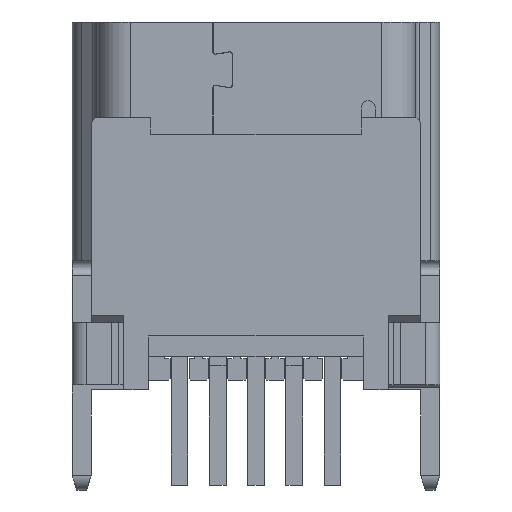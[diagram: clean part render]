
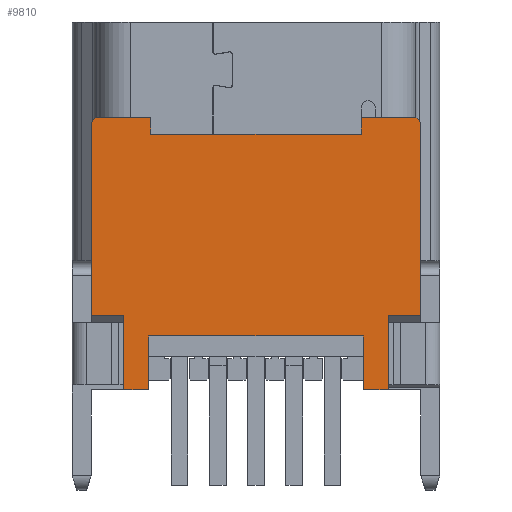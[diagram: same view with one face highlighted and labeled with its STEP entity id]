
A CAD part, front view. The second image highlights one B-rep face of the part: STEP entity #9810.
In plain terms, the highlighted planar face has unit normal (0, -1, 0).
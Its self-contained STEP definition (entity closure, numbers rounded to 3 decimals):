
#54 = CARTESIAN_POINT ( 'NONE',  ( 2.25, -2.3, -6.575 ) ) ;
#113 = VERTEX_POINT ( 'NONE', #3305 ) ;
#121 = VERTEX_POINT ( 'NONE', #14507 ) ;
#355 = VECTOR ( 'NONE', #2812, 1000. ) ;
#400 = DIRECTION ( 'NONE',  ( 0., 0., -1. ) ) ;
#536 = ORIENTED_EDGE ( 'NONE', *, *, #12344, .T. ) ;
#582 = LINE ( 'NONE', #14310, #2325 ) ;
#976 = EDGE_CURVE ( 'NONE', #8130, #7255, #582, .T. ) ;
#1071 = VECTOR ( 'NONE', #12947, 1000. ) ;
#1330 = VECTOR ( 'NONE', #6149, 1000. ) ;
#1402 = VECTOR ( 'NONE', #14846, 1000. ) ;
#1423 = EDGE_CURVE ( 'NONE', #7278, #9320, #3282, .T. ) ;
#1466 = DIRECTION ( 'NONE',  ( -1., 0., 0. ) ) ;
#1603 = EDGE_CURVE ( 'NONE', #12842, #8130, #11379, .T. ) ;
#1611 = VECTOR ( 'NONE', #1466, 1000. ) ;
#1760 = ORIENTED_EDGE ( 'NONE', *, *, #9702, .T. ) ;
#1767 = EDGE_CURVE ( 'NONE', #4117, #15961, #15017, .T. ) ;
#1874 = VECTOR ( 'NONE', #4959, 1000. ) ;
#2103 = DIRECTION ( 'NONE',  ( 1., 0., 0. ) ) ;
#2123 = CARTESIAN_POINT ( 'NONE',  ( -2.77, -2.3, -7.7 ) ) ;
#2256 = VECTOR ( 'NONE', #400, 1000. ) ;
#2325 = VECTOR ( 'NONE', #15595, 1000. ) ;
#2335 = CARTESIAN_POINT ( 'NONE',  ( -3.35, -2.3, -2. ) ) ;
#2364 = DIRECTION ( 'NONE',  ( 0., 0., 1. ) ) ;
#2387 = CARTESIAN_POINT ( 'NONE',  ( 2.2, -2.3, -2.35 ) ) ;
#2433 = CARTESIAN_POINT ( 'NONE',  ( 2.77, -2.3, -7.7 ) ) ;
#2583 = DIRECTION ( 'NONE',  ( 0., 0., -1. ) ) ;
#2689 = CARTESIAN_POINT ( 'NONE',  ( 2.25, -2.3, -6.575 ) ) ;
#2710 = VECTOR ( 'NONE', #13239, 1000. ) ;
#2734 = CARTESIAN_POINT ( 'NONE',  ( -3.45, -2.3, -2.1 ) ) ;
#2747 = DIRECTION ( 'NONE',  ( 0., 0., -1. ) ) ;
#2812 = DIRECTION ( 'NONE',  ( 1., 0., 0. ) ) ;
#2839 = ORIENTED_EDGE ( 'NONE', *, *, #976, .F. ) ;
#3053 = LINE ( 'NONE', #12319, #1874 ) ;
#3156 = LINE ( 'NONE', #9783, #10116 ) ;
#3211 = VECTOR ( 'NONE', #2103, 1000. ) ;
#3282 = LINE ( 'NONE', #3358, #2710 ) ;
#3305 = CARTESIAN_POINT ( 'NONE',  ( 2.25, -2.3, -7.7 ) ) ;
#3358 = CARTESIAN_POINT ( 'NONE',  ( 3.35, -2.3, -2. ) ) ;
#3578 = LINE ( 'NONE', #12357, #14188 ) ;
#3687 = LINE ( 'NONE', #5763, #10076 ) ;
#3866 = CARTESIAN_POINT ( 'NONE',  ( -2.2, -2.3, -2. ) ) ;
#3984 = PLANE ( 'NONE',  #11059 ) ;
#4117 = VERTEX_POINT ( 'NONE', #12713 ) ;
#4371 = LINE ( 'NONE', #11559, #1071 ) ;
#4385 = EDGE_LOOP ( 'NONE', ( #12708, #9496, #13173, #1760, #10796, #13353, #6126, #15391, #536, #7241, #7541, #8432, #4502, #11355, #13471, #11874, #8513, #2839 ) ) ;
#4502 = ORIENTED_EDGE ( 'NONE', *, *, #11614, .T. ) ;
#4537 = EDGE_CURVE ( 'NONE', #113, #9069, #3156, .T. ) ;
#4889 = LINE ( 'NONE', #3866, #1611 ) ;
#4959 = DIRECTION ( 'NONE',  ( -1., 0., 0. ) ) ;
#5128 = EDGE_CURVE ( 'NONE', #15037, #11766, #11798, .T. ) ;
#5221 = CARTESIAN_POINT ( 'NONE',  ( -3.45, -2.3, -6.15 ) ) ;
#5615 = EDGE_CURVE ( 'NONE', #9069, #7255, #13142, .T. ) ;
#5682 = VECTOR ( 'NONE', #12614, 1000. ) ;
#5763 = CARTESIAN_POINT ( 'NONE',  ( -3.45, -2.3, -2.1 ) ) ;
#5997 = CARTESIAN_POINT ( 'NONE',  ( -2.25, -2.3, -7.7 ) ) ;
#6082 = DIRECTION ( 'NONE',  ( 1., 0., 0. ) ) ;
#6126 = ORIENTED_EDGE ( 'NONE', *, *, #10369, .T. ) ;
#6149 = DIRECTION ( 'NONE',  ( 0., 0., -1. ) ) ;
#6162 = EDGE_CURVE ( 'NONE', #6559, #113, #10782, .T. ) ;
#6559 = VERTEX_POINT ( 'NONE', #54 ) ;
#7060 = EDGE_CURVE ( 'NONE', #7278, #12842, #8378, .T. ) ;
#7241 = ORIENTED_EDGE ( 'NONE', *, *, #13056, .F. ) ;
#7255 = VERTEX_POINT ( 'NONE', #7810 ) ;
#7278 = VERTEX_POINT ( 'NONE', #11615 ) ;
#7541 = ORIENTED_EDGE ( 'NONE', *, *, #14233, .T. ) ;
#7810 = CARTESIAN_POINT ( 'NONE',  ( 2.77, -2.3, -6.15 ) ) ;
#8130 = VERTEX_POINT ( 'NONE', #15182 ) ;
#8378 = LINE ( 'NONE', #9890, #14114 ) ;
#8432 = ORIENTED_EDGE ( 'NONE', *, *, #5128, .T. ) ;
#8513 = ORIENTED_EDGE ( 'NONE', *, *, #5615, .T. ) ;
#8573 = CARTESIAN_POINT ( 'NONE',  ( 2.77, -2.3, -7.7 ) ) ;
#8702 = VERTEX_POINT ( 'NONE', #2734 ) ;
#9069 = VERTEX_POINT ( 'NONE', #2433 ) ;
#9320 = VERTEX_POINT ( 'NONE', #12900 ) ;
#9496 = ORIENTED_EDGE ( 'NONE', *, *, #7060, .F. ) ;
#9518 = EDGE_CURVE ( 'NONE', #14763, #6559, #15533, .T. ) ;
#9520 = CARTESIAN_POINT ( 'NONE',  ( -2.25, -2.3, -6.575 ) ) ;
#9702 = EDGE_CURVE ( 'NONE', #9320, #15961, #3578, .T. ) ;
#9743 = EDGE_CURVE ( 'NONE', #15173, #8702, #14950, .T. ) ;
#9783 = CARTESIAN_POINT ( 'NONE',  ( 2.25, -2.3, -7.7 ) ) ;
#9810 = ADVANCED_FACE ( 'NONE', ( #13811 ), #3984, .T. ) ;
#9823 = CARTESIAN_POINT ( 'NONE',  ( -2.77, -2.3, -7.7 ) ) ;
#9890 = CARTESIAN_POINT ( 'NONE',  ( 3.35, -2.3, -2. ) ) ;
#9945 = CARTESIAN_POINT ( 'NONE',  ( 3.45, -2.3, -2.1 ) ) ;
#10059 = VECTOR ( 'NONE', #2364, 1000. ) ;
#10076 = VECTOR ( 'NONE', #11569, 1000. ) ;
#10116 = VECTOR ( 'NONE', #6082, 1000. ) ;
#10137 = CARTESIAN_POINT ( 'NONE',  ( -2.25, -2.3, -6.575 ) ) ;
#10149 = CARTESIAN_POINT ( 'NONE',  ( 3.45, -2.3, -2. ) ) ;
#10228 = CARTESIAN_POINT ( 'NONE',  ( -2.2, -2.3, -2.35 ) ) ;
#10265 = DIRECTION ( 'NONE',  ( 0., -1., 0. ) ) ;
#10369 = EDGE_CURVE ( 'NONE', #13672, #15173, #4889, .T. ) ;
#10760 = VERTEX_POINT ( 'NONE', #5221 ) ;
#10782 = LINE ( 'NONE', #2689, #2256 ) ;
#10796 = ORIENTED_EDGE ( 'NONE', *, *, #1767, .F. ) ;
#11059 = AXIS2_PLACEMENT_3D ( 'NONE', #10149, #10265, #2747 ) ;
#11281 = VECTOR ( 'NONE', #12064, 1000. ) ;
#11355 = ORIENTED_EDGE ( 'NONE', *, *, #9518, .T. ) ;
#11379 = LINE ( 'NONE', #9945, #1330 ) ;
#11483 = LINE ( 'NONE', #14721, #11281 ) ;
#11559 = CARTESIAN_POINT ( 'NONE',  ( -2.77, -2.3, -6.15 ) ) ;
#11569 = DIRECTION ( 'NONE',  ( 0., 0., -1. ) ) ;
#11614 = EDGE_CURVE ( 'NONE', #11766, #14763, #12608, .T. ) ;
#11615 = CARTESIAN_POINT ( 'NONE',  ( 3.35, -2.3, -2. ) ) ;
#11766 = VERTEX_POINT ( 'NONE', #12488 ) ;
#11798 = LINE ( 'NONE', #9823, #15810 ) ;
#11874 = ORIENTED_EDGE ( 'NONE', *, *, #4537, .T. ) ;
#12064 = DIRECTION ( 'NONE',  ( 0., 0., -1. ) ) ;
#12319 = CARTESIAN_POINT ( 'NONE',  ( -2.77, -2.3, -6.15 ) ) ;
#12344 = EDGE_CURVE ( 'NONE', #8702, #10760, #3687, .T. ) ;
#12357 = CARTESIAN_POINT ( 'NONE',  ( 2.2, -2.3, -2. ) ) ;
#12488 = CARTESIAN_POINT ( 'NONE',  ( -2.25, -2.3, -7.7 ) ) ;
#12564 = CARTESIAN_POINT ( 'NONE',  ( -3.35, -2.3, -2. ) ) ;
#12608 = LINE ( 'NONE', #5997, #1402 ) ;
#12614 = DIRECTION ( 'NONE',  ( -0.707, 0., -0.707 ) ) ;
#12708 = ORIENTED_EDGE ( 'NONE', *, *, #1603, .F. ) ;
#12713 = CARTESIAN_POINT ( 'NONE',  ( -2.2, -2.3, -2.35 ) ) ;
#12842 = VERTEX_POINT ( 'NONE', #14000 ) ;
#12900 = CARTESIAN_POINT ( 'NONE',  ( 2.2, -2.3, -2. ) ) ;
#12947 = DIRECTION ( 'NONE',  ( 0., 0., -1. ) ) ;
#13056 = EDGE_CURVE ( 'NONE', #121, #10760, #3053, .T. ) ;
#13142 = LINE ( 'NONE', #8573, #10059 ) ;
#13173 = ORIENTED_EDGE ( 'NONE', *, *, #1423, .T. ) ;
#13239 = DIRECTION ( 'NONE',  ( -1., 0., 0. ) ) ;
#13353 = ORIENTED_EDGE ( 'NONE', *, *, #15163, .F. ) ;
#13471 = ORIENTED_EDGE ( 'NONE', *, *, #6162, .T. ) ;
#13672 = VERTEX_POINT ( 'NONE', #15094 ) ;
#13811 = FACE_OUTER_BOUND ( 'NONE', #4385, .T. ) ;
#14000 = CARTESIAN_POINT ( 'NONE',  ( 3.45, -2.3, -2.1 ) ) ;
#14114 = VECTOR ( 'NONE', #14610, 1000. ) ;
#14188 = VECTOR ( 'NONE', #2583, 1000. ) ;
#14233 = EDGE_CURVE ( 'NONE', #121, #15037, #4371, .T. ) ;
#14310 = CARTESIAN_POINT ( 'NONE',  ( 3.45, -2.3, -6.15 ) ) ;
#14507 = CARTESIAN_POINT ( 'NONE',  ( -2.77, -2.3, -6.15 ) ) ;
#14610 = DIRECTION ( 'NONE',  ( 0.707, 0., -0.707 ) ) ;
#14721 = CARTESIAN_POINT ( 'NONE',  ( -2.2, -2.3, -2. ) ) ;
#14763 = VERTEX_POINT ( 'NONE', #10137 ) ;
#14802 = DIRECTION ( 'NONE',  ( 1., 0., 0. ) ) ;
#14846 = DIRECTION ( 'NONE',  ( 0., 0., 1. ) ) ;
#14950 = LINE ( 'NONE', #12564, #5682 ) ;
#15017 = LINE ( 'NONE', #10228, #355 ) ;
#15037 = VERTEX_POINT ( 'NONE', #2123 ) ;
#15094 = CARTESIAN_POINT ( 'NONE',  ( -2.2, -2.3, -2. ) ) ;
#15163 = EDGE_CURVE ( 'NONE', #13672, #4117, #11483, .T. ) ;
#15173 = VERTEX_POINT ( 'NONE', #2335 ) ;
#15182 = CARTESIAN_POINT ( 'NONE',  ( 3.45, -2.3, -6.15 ) ) ;
#15391 = ORIENTED_EDGE ( 'NONE', *, *, #9743, .T. ) ;
#15533 = LINE ( 'NONE', #9520, #3211 ) ;
#15595 = DIRECTION ( 'NONE',  ( -1., 0., 0. ) ) ;
#15810 = VECTOR ( 'NONE', #14802, 1000. ) ;
#15961 = VERTEX_POINT ( 'NONE', #2387 ) ;
